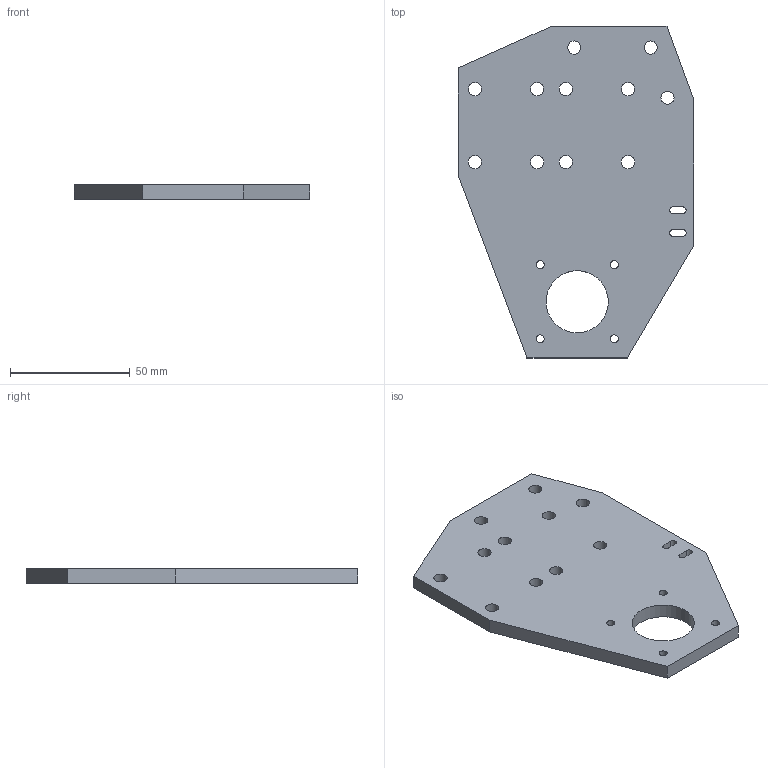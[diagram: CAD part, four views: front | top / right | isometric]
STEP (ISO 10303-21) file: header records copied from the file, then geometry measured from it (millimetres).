
Length unit declared in the file: millimetre
Products named in the file (1): Part1
Bounding box: 98.5 x 138.8 x 6 mm (x, y, z)
Volume: 63253 mm3; surface area: 25622.1 mm2
Topology: 1 solids, 1 shells, 34 faces, 96 edges, 64 vertices
Faces by surface type: cylinder 20, plane 14
Full cylindrical faces by diameter (mm): 3.4 x4, 5.5 x11, 26 x1
Entity records: 1235 total; most frequent: DIRECTION 206, CARTESIAN_POINT 195, ORIENTED_EDGE 192, EDGE_CURVE 96, AXIS2_PLACEMENT_3D 75, EDGE_LOOP 70, VERTEX_POINT 64, LINE 56
